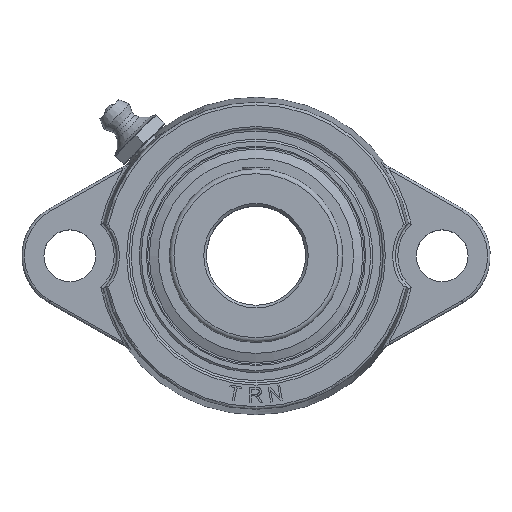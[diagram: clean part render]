
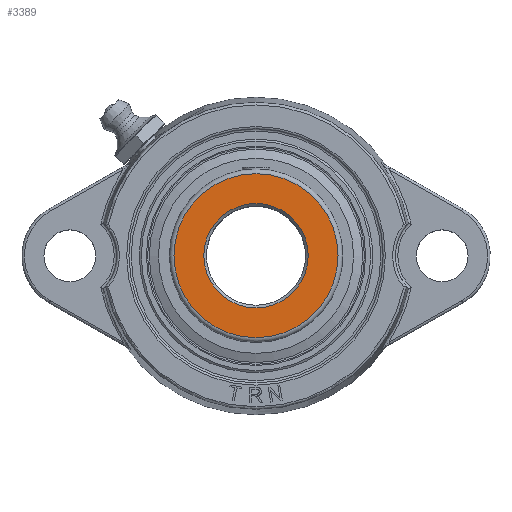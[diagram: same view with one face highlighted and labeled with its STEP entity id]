
A CAD part, top view. The second image highlights one B-rep face of the part: STEP entity #3389.
In plain terms, the highlighted face is planar.
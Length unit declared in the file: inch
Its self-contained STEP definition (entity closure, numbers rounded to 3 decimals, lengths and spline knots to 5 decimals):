
#482=CIRCLE('',#3697,1.0033);
#483=CIRCLE('',#3699,1.57607);
#897=VERTEX_POINT('',#7404);
#898=VERTEX_POINT('',#7407);
#1706=EDGE_CURVE('',#897,#897,#482,.T.);
#1707=EDGE_CURVE('',#898,#898,#483,.T.);
#2575=ORIENTED_EDGE('',*,*,#1707,.F.);
#2576=ORIENTED_EDGE('',*,*,#1706,.F.);
#2861=EDGE_LOOP('',(#2575));
#2862=EDGE_LOOP('',(#2576));
#3145=FACE_BOUND('',#2861,.T.);
#3146=FACE_BOUND('',#2862,.T.);
#3389=ADVANCED_FACE('',(#3145,#3146),#7679,.T.);
#3697=AXIS2_PLACEMENT_3D('',#7403,#4417,#4418);
#3698=AXIS2_PLACEMENT_3D('',#7405,#4419,$);
#3699=AXIS2_PLACEMENT_3D('',#7406,#4420,#4421);
#4417=DIRECTION('',(-1.,0.,0.));
#4418=DIRECTION('',(0.,-1.003,0.));
#4419=DIRECTION('',(-1.,0.,0.));
#4420=DIRECTION('',(1.,0.,0.));
#4421=DIRECTION('',(0.,-1.576,0.));
#7403=CARTESIAN_POINT('',(-0.67437,0.,0.));
#7404=CARTESIAN_POINT('',(-0.67437,1.0033,0.));
#7405=CARTESIAN_POINT('',(-0.67437,1.30874,0.));
#7406=CARTESIAN_POINT('',(-0.67437,0.,0.));
#7407=CARTESIAN_POINT('',(-0.67437,1.57607,0.));
#7679=PLANE('',#3698);
